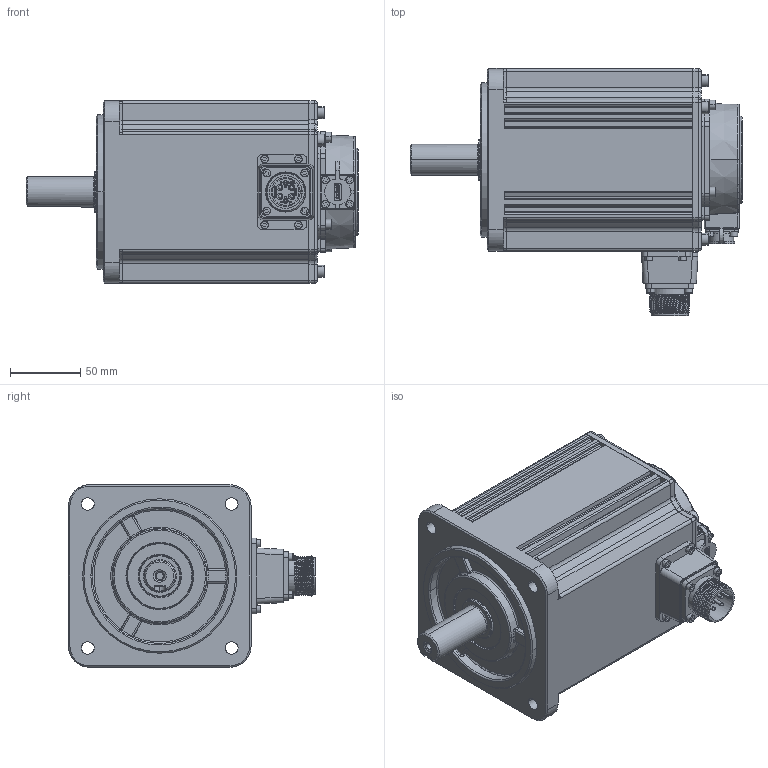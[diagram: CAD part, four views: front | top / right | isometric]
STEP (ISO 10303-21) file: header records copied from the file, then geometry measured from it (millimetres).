
FILE_DESCRIPTION (( 'STEP AP203' ), '1' );
FILE_NAME ('MS6G-130CN15E2-22P3.STEP', '2023-10-30T06:44:54', ( '' ), ( '' ), 'SwSTEP 2.0', 'SolidWorks 2022', '' );
FILE_SCHEMA (( 'CONFIG_CONTROL_DESIGN' ));
Length unit declared in the file: millimetre
Products named in the file (1): MS6G-130CN15E2-22P3
Bounding box: 236.5 x 175.9 x 130 mm (x, y, z)
Surface area: 160305.2 mm2 (no closed solid volume)
Topology: 0 solids, 91 shells, 1059 faces, 3856 edges, 2850 vertices
Faces by surface type: plane 433, cylinder 339, bspline 130, torus 98, cone 59
Entity records: 49103 total; most frequent: CARTESIAN_POINT 18257, ORIENTED_EDGE 6031, DIRECTION 5871, EDGE_CURVE 3836, VERTEX_POINT 2850, AXIS2_PLACEMENT_3D 2021, VECTOR 1829, LINE 1829
